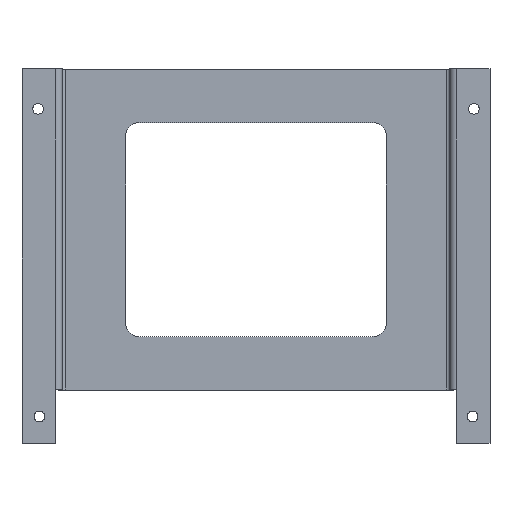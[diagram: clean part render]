
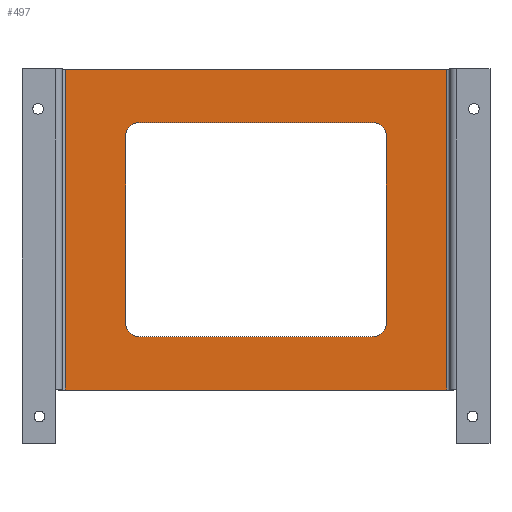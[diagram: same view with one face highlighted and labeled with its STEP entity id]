
A CAD part, top view. The second image highlights one B-rep face of the part: STEP entity #497.
In plain terms, the highlighted planar face has unit normal (0, 0, 1).
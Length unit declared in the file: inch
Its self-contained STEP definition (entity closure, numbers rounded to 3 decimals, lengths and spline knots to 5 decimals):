
#153 = CARTESIAN_POINT ( 'NONE',  ( 2.1875, -2., -1.575 ) ) ;
#198 = LINE ( 'NONE', #3062, #1561 ) ;
#216 = LINE ( 'NONE', #1033, #1578 ) ;
#237 = DIRECTION ( 'NONE',  ( 0., -1., 0. ) ) ;
#277 = ORIENTED_EDGE ( 'NONE', *, *, #2990, .F. ) ;
#309 = DIRECTION ( 'NONE',  ( 0., -1., 0. ) ) ;
#317 = EDGE_CURVE ( 'NONE', #486, #1518, #863, .T. ) ;
#369 = CIRCLE ( 'NONE', #3488, 0.25 ) ;
#435 = ORIENTED_EDGE ( 'NONE', *, *, #3169, .F. ) ;
#443 = CARTESIAN_POINT ( 'NONE',  ( -2.1875, -2., -1.575 ) ) ;
#486 = VERTEX_POINT ( 'NONE', #622 ) ;
#497 = ADVANCED_FACE ( 'NONE', ( #2020, #1501 ), #2823, .F. ) ;
#505 = DIRECTION ( 'NONE',  ( -1., 0., 0. ) ) ;
#528 = VECTOR ( 'NONE', #2130, 39.37008 ) ;
#622 = CARTESIAN_POINT ( 'NONE',  ( -3.5625, 3., -1.575 ) ) ;
#626 = CARTESIAN_POINT ( 'NONE',  ( -2.1875, 1.75, -1.575 ) ) ;
#670 = CIRCLE ( 'NONE', #978, 0.25 ) ;
#863 = LINE ( 'NONE', #2741, #1120 ) ;
#873 = ORIENTED_EDGE ( 'NONE', *, *, #1072, .F. ) ;
#883 = ORIENTED_EDGE ( 'NONE', *, *, #901, .F. ) ;
#901 = EDGE_CURVE ( 'NONE', #1026, #3007, #1591, .T. ) ;
#909 = DIRECTION ( 'NONE',  ( 0., 0., 1. ) ) ;
#920 = VERTEX_POINT ( 'NONE', #2852 ) ;
#921 = DIRECTION ( 'NONE',  ( -1., 0., 0. ) ) ;
#937 = DIRECTION ( 'NONE',  ( -1., 0., 0. ) ) ;
#978 = AXIS2_PLACEMENT_3D ( 'NONE', #2988, #1049, #505 ) ;
#1026 = VERTEX_POINT ( 'NONE', #3435 ) ;
#1033 = CARTESIAN_POINT ( 'NONE',  ( 3.5625, 3., -1.575 ) ) ;
#1049 = DIRECTION ( 'NONE',  ( 0., 0., 1. ) ) ;
#1068 = DIRECTION ( 'NONE',  ( 1., 0., 0. ) ) ;
#1072 = EDGE_CURVE ( 'NONE', #3007, #3343, #2251, .T. ) ;
#1120 = VECTOR ( 'NONE', #1068, 39.37008 ) ;
#1132 = DIRECTION ( 'NONE',  ( 0., 0., 1. ) ) ;
#1152 = DIRECTION ( 'NONE',  ( -1., 0., 0. ) ) ;
#1161 = ORIENTED_EDGE ( 'NONE', *, *, #1671, .F. ) ;
#1163 = CARTESIAN_POINT ( 'NONE',  ( -2.1875, 2., -1.575 ) ) ;
#1194 = CARTESIAN_POINT ( 'NONE',  ( 2.4375, 1.75, -1.575 ) ) ;
#1219 = VERTEX_POINT ( 'NONE', #3219 ) ;
#1222 = CARTESIAN_POINT ( 'NONE',  ( 3.5625, 3., -1.575 ) ) ;
#1224 = CARTESIAN_POINT ( 'NONE',  ( -2.4375, 1.75, -1.575 ) ) ;
#1244 = VECTOR ( 'NONE', #2377, 39.37008 ) ;
#1328 = CARTESIAN_POINT ( 'NONE',  ( -2.4375, -1.75, -1.575 ) ) ;
#1357 = AXIS2_PLACEMENT_3D ( 'NONE', #1969, #1451, #1152 ) ;
#1367 = ORIENTED_EDGE ( 'NONE', *, *, #2971, .T. ) ;
#1430 = VERTEX_POINT ( 'NONE', #1163 ) ;
#1451 = DIRECTION ( 'NONE',  ( 0., 0., -1. ) ) ;
#1468 = CARTESIAN_POINT ( 'NONE',  ( -2.1875, -2., -1.575 ) ) ;
#1493 = DIRECTION ( 'NONE',  ( 1., 0., 0. ) ) ;
#1501 = FACE_OUTER_BOUND ( 'NONE', #3228, .T. ) ;
#1518 = VERTEX_POINT ( 'NONE', #1222 ) ;
#1561 = VECTOR ( 'NONE', #2734, 39.37008 ) ;
#1578 = VECTOR ( 'NONE', #237, 39.37008 ) ;
#1591 = CIRCLE ( 'NONE', #2024, 0.25 ) ;
#1595 = ORIENTED_EDGE ( 'NONE', *, *, #2845, .F. ) ;
#1620 = VECTOR ( 'NONE', #309, 39.37008 ) ;
#1638 = CARTESIAN_POINT ( 'NONE',  ( 2.1875, -1.75, -1.575 ) ) ;
#1671 = EDGE_CURVE ( 'NONE', #2559, #1026, #1695, .T. ) ;
#1688 = CARTESIAN_POINT ( 'NONE',  ( -3.5625, 3., -1.575 ) ) ;
#1695 = LINE ( 'NONE', #1328, #528 ) ;
#1736 = VERTEX_POINT ( 'NONE', #2420 ) ;
#1791 = VECTOR ( 'NONE', #3375, 39.37008 ) ;
#1872 = AXIS2_PLACEMENT_3D ( 'NONE', #626, #909, #921 ) ;
#1880 = EDGE_CURVE ( 'NONE', #1219, #1430, #198, .T. ) ;
#1956 = ORIENTED_EDGE ( 'NONE', *, *, #3452, .F. ) ;
#1969 = CARTESIAN_POINT ( 'NONE',  ( -3.625, 3., -1.575 ) ) ;
#2006 = LINE ( 'NONE', #2030, #1791 ) ;
#2020 = FACE_BOUND ( 'NONE', #2216, .T. ) ;
#2024 = AXIS2_PLACEMENT_3D ( 'NONE', #2878, #2825, #937 ) ;
#2030 = CARTESIAN_POINT ( 'NONE',  ( 2.4375, -1.75, -1.575 ) ) ;
#2049 = CIRCLE ( 'NONE', #1872, 0.25 ) ;
#2130 = DIRECTION ( 'NONE',  ( 0., -1., 0. ) ) ;
#2216 = EDGE_LOOP ( 'NONE', ( #873, #883, #1161, #277, #2398, #3057, #435, #1595 ) ) ;
#2238 = EDGE_CURVE ( 'NONE', #2557, #1219, #670, .T. ) ;
#2251 = LINE ( 'NONE', #443, #1244 ) ;
#2297 = CARTESIAN_POINT ( 'NONE',  ( -3.625, -3., -1.575 ) ) ;
#2377 = DIRECTION ( 'NONE',  ( 1., 0., 0. ) ) ;
#2398 = ORIENTED_EDGE ( 'NONE', *, *, #1880, .F. ) ;
#2420 = CARTESIAN_POINT ( 'NONE',  ( 3.5625, -3., -1.575 ) ) ;
#2497 = DIRECTION ( 'NONE',  ( 1., 0., 0. ) ) ;
#2557 = VERTEX_POINT ( 'NONE', #1194 ) ;
#2559 = VERTEX_POINT ( 'NONE', #1224 ) ;
#2579 = LINE ( 'NONE', #2297, #3189 ) ;
#2679 = ORIENTED_EDGE ( 'NONE', *, *, #3191, .T. ) ;
#2734 = DIRECTION ( 'NONE',  ( -1., 0., 0. ) ) ;
#2741 = CARTESIAN_POINT ( 'NONE',  ( -3.625, 3., -1.575 ) ) ;
#2823 = PLANE ( 'NONE',  #1357 ) ;
#2825 = DIRECTION ( 'NONE',  ( 0., 0., 1. ) ) ;
#2845 = EDGE_CURVE ( 'NONE', #3343, #3133, #369, .T. ) ;
#2852 = CARTESIAN_POINT ( 'NONE',  ( -3.5625, -3., -1.575 ) ) ;
#2878 = CARTESIAN_POINT ( 'NONE',  ( -2.1875, -1.75, -1.575 ) ) ;
#2899 = CARTESIAN_POINT ( 'NONE',  ( 2.4375, -1.75, -1.575 ) ) ;
#2971 = EDGE_CURVE ( 'NONE', #486, #920, #3472, .T. ) ;
#2988 = CARTESIAN_POINT ( 'NONE',  ( 2.1875, 1.75, -1.575 ) ) ;
#2990 = EDGE_CURVE ( 'NONE', #1430, #2559, #2049, .T. ) ;
#3007 = VERTEX_POINT ( 'NONE', #1468 ) ;
#3057 = ORIENTED_EDGE ( 'NONE', *, *, #2238, .F. ) ;
#3062 = CARTESIAN_POINT ( 'NONE',  ( -2.1875, 2., -1.575 ) ) ;
#3133 = VERTEX_POINT ( 'NONE', #2899 ) ;
#3169 = EDGE_CURVE ( 'NONE', #3133, #2557, #2006, .T. ) ;
#3189 = VECTOR ( 'NONE', #1493, 39.37008 ) ;
#3191 = EDGE_CURVE ( 'NONE', #920, #1736, #2579, .T. ) ;
#3219 = CARTESIAN_POINT ( 'NONE',  ( 2.1875, 2., -1.575 ) ) ;
#3228 = EDGE_LOOP ( 'NONE', ( #2679, #1956, #3530, #1367 ) ) ;
#3343 = VERTEX_POINT ( 'NONE', #153 ) ;
#3375 = DIRECTION ( 'NONE',  ( 0., 1., 0. ) ) ;
#3435 = CARTESIAN_POINT ( 'NONE',  ( -2.4375, -1.75, -1.575 ) ) ;
#3452 = EDGE_CURVE ( 'NONE', #1518, #1736, #216, .T. ) ;
#3472 = LINE ( 'NONE', #1688, #1620 ) ;
#3488 = AXIS2_PLACEMENT_3D ( 'NONE', #1638, #1132, #2497 ) ;
#3530 = ORIENTED_EDGE ( 'NONE', *, *, #317, .F. ) ;
